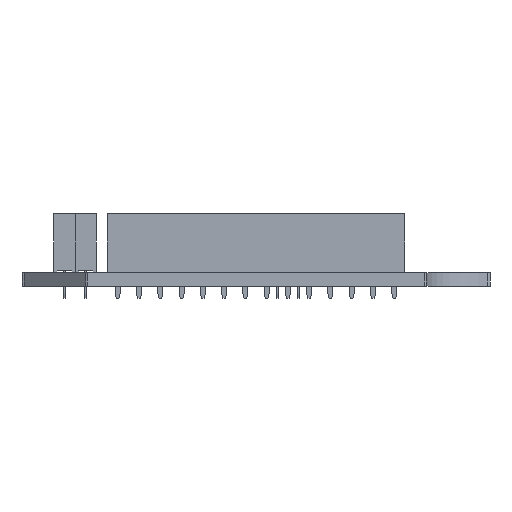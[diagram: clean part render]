
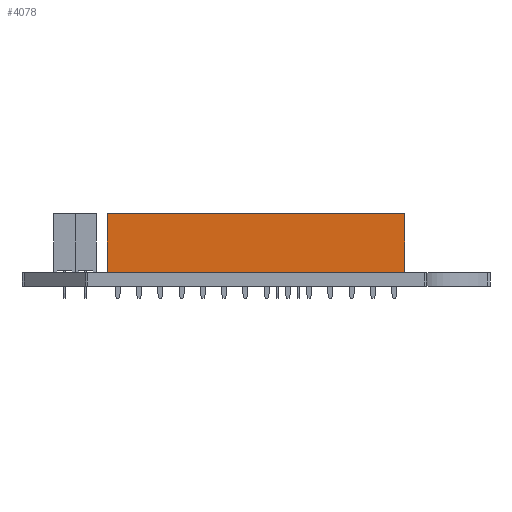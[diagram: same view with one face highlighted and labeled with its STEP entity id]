
A CAD part, left-side view. The second image highlights one B-rep face of the part: STEP entity #4078.
In plain terms, the highlighted face is planar.
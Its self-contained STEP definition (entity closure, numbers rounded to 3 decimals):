
#4078 = ADVANCED_FACE('',(#4079),#4113,.F.);
#4079 = FACE_BOUND('',#4080,.F.);
#4080 = EDGE_LOOP('',(#4081,#4091,#4099,#4107));
#4081 = ORIENTED_EDGE('',*,*,#4082,.T.);
#4082 = EDGE_CURVE('',#4083,#4085,#4087,.T.);
#4083 = VERTEX_POINT('',#4084);
#4084 = CARTESIAN_POINT('',(1.27,-34.29,0.));
#4085 = VERTEX_POINT('',#4086);
#4086 = CARTESIAN_POINT('',(1.27,-34.29,7.));
#4087 = LINE('',#4088,#4089);
#4088 = CARTESIAN_POINT('',(1.27,-34.29,0.));
#4089 = VECTOR('',#4090,1.);
#4090 = DIRECTION('',(0.,0.,1.));
#4091 = ORIENTED_EDGE('',*,*,#4092,.T.);
#4092 = EDGE_CURVE('',#4085,#4093,#4095,.T.);
#4093 = VERTEX_POINT('',#4094);
#4094 = CARTESIAN_POINT('',(1.27,1.27,7.));
#4095 = LINE('',#4096,#4097);
#4096 = CARTESIAN_POINT('',(1.27,-34.29,7.));
#4097 = VECTOR('',#4098,1.);
#4098 = DIRECTION('',(0.,1.,0.));
#4099 = ORIENTED_EDGE('',*,*,#4100,.F.);
#4100 = EDGE_CURVE('',#4101,#4093,#4103,.T.);
#4101 = VERTEX_POINT('',#4102);
#4102 = CARTESIAN_POINT('',(1.27,1.27,0.));
#4103 = LINE('',#4104,#4105);
#4104 = CARTESIAN_POINT('',(1.27,1.27,0.));
#4105 = VECTOR('',#4106,1.);
#4106 = DIRECTION('',(0.,0.,1.));
#4107 = ORIENTED_EDGE('',*,*,#4108,.F.);
#4108 = EDGE_CURVE('',#4083,#4101,#4109,.T.);
#4109 = LINE('',#4110,#4111);
#4110 = CARTESIAN_POINT('',(1.27,-34.29,0.));
#4111 = VECTOR('',#4112,1.);
#4112 = DIRECTION('',(0.,1.,0.));
#4113 = PLANE('',#4114);
#4114 = AXIS2_PLACEMENT_3D('',#4115,#4116,#4117);
#4115 = CARTESIAN_POINT('',(1.27,-34.29,0.));
#4116 = DIRECTION('',(-1.,0.,0.));
#4117 = DIRECTION('',(0.,1.,0.));
